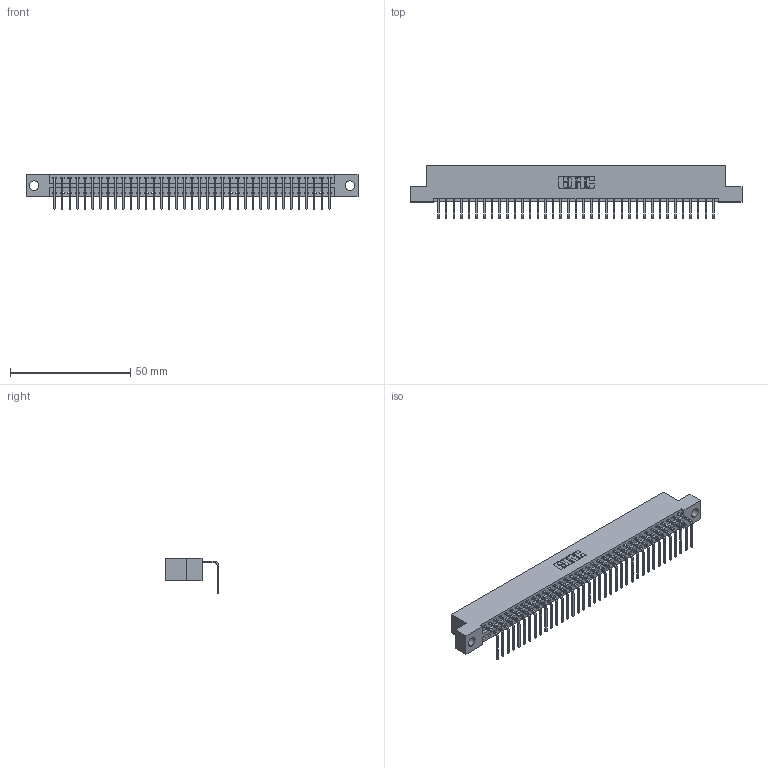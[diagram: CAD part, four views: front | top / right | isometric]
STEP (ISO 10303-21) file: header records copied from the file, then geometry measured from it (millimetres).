
FILE_DESCRIPTION (( 'STEP AP203' ), '1' );
FILE_NAME ('346-037-558-104.STEP', '2022-05-07T03:29:41', ( '' ), ( '' ), 'SwSTEP 2.0', 'SolidWorks 2020', '' );
FILE_SCHEMA (( 'CONFIG_CONTROL_DESIGN' ));
Length unit declared in the file: inch
Products named in the file (3): 345-292-001_558 Tail - 2; 346 Part_Flush Mounting Lugs - 0.156 Dia-TH; 346-037-558-104
Assembly tree (38 placements, depth 2):
  346-037-558-104
    346 Part_Flush Mounting Lugs - 0.156 Dia-TH
    345-292-001_558 Tail - 2  x37
Bounding box: 138.05 x 22.16 x 14.73 mm (x, y, z)
Volume: 13197.2 mm3; surface area: 17013.6 mm2
Topology: 38 solids, 38 shells, 2356 faces, 7099 edges, 4682 vertices
Faces by surface type: plane 1644, cylinder 712
Entity records: 24139 total; most frequent: CARTESIAN_POINT 4149, ORIENTED_EDGE 4118, DIRECTION 3665, EDGE_CURVE 2059, LINE 1779, VECTOR 1779, VERTEX_POINT 1370, AXIS2_PLACEMENT_3D 943
